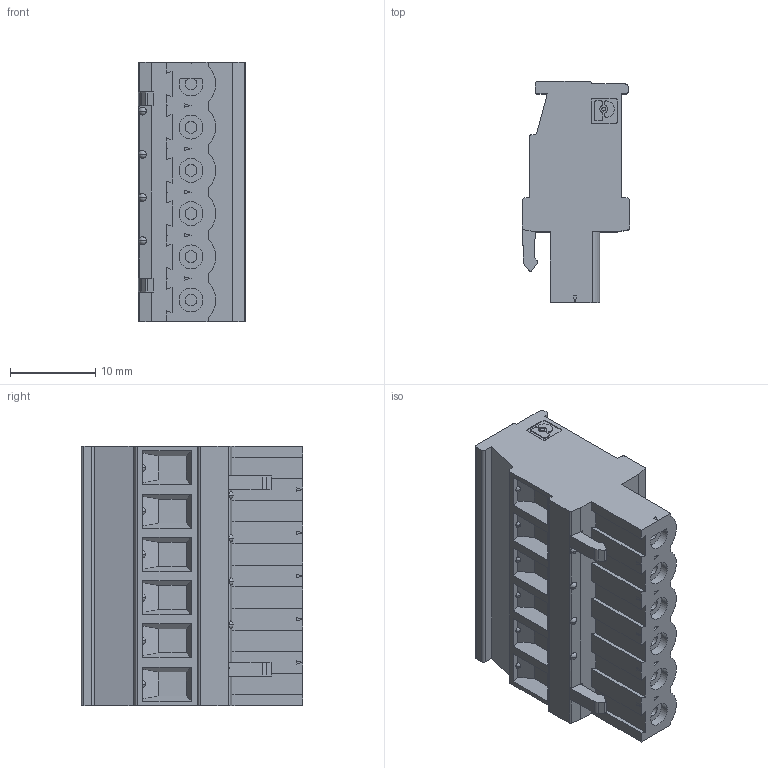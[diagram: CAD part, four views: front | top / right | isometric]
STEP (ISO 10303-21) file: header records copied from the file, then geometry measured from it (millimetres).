
FILE_DESCRIPTION(('STEP AP203'),'1');
FILE_NAME('1792281.stp','2021-01-09T15:30:14',('TraceParts'),('TraceParts S.A.'),'Spatial InterOp 3D',' ',' ');
FILE_SCHEMA(('CONFIG_CONTROL_DESIGN'));
Length unit declared in the file: millimetre
Products named in the file (1): 1
Bounding box: 12.6 x 26 x 30.48 mm (x, y, z)
Volume: 6730.6 mm3; surface area: 3585.6 mm2
Topology: 1 solids, 1 shells, 338 faces, 872 edges, 581 vertices
Faces by surface type: plane 216, cylinder 100, sphere 22
Entity records: 10862 total; most frequent: CARTESIAN_POINT 2284, DIRECTION 1816, ORIENTED_EDGE 1744, EDGE_CURVE 872, AXIS2_PLACEMENT_3D 613, LINE 590, VECTOR 590, VERTEX_POINT 581
